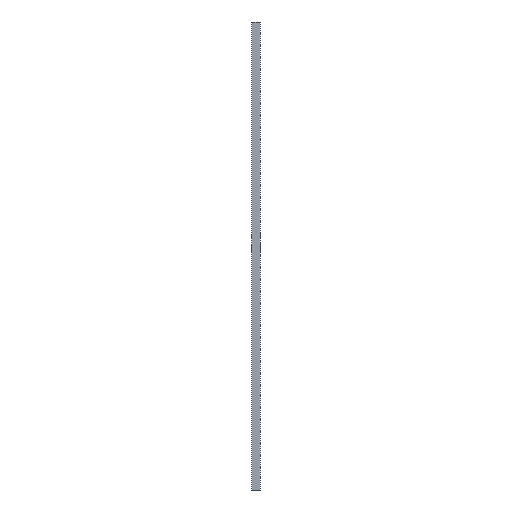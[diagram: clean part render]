
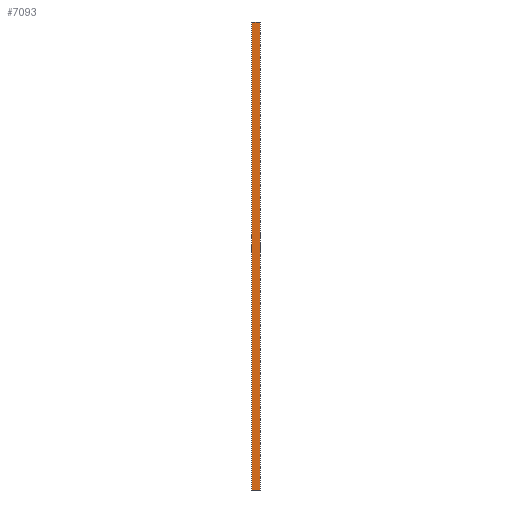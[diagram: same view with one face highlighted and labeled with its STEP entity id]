
A CAD part, left-side view. The second image highlights one B-rep face of the part: STEP entity #7093.
In plain terms, the highlighted planar face has unit normal (-1, 0, 0).
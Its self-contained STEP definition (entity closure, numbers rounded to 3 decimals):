
#64 = EDGE_CURVE ( 'NONE', #9487, #13532, #5306, .T. ) ;
#710 = CARTESIAN_POINT ( 'NONE',  ( 0., 0., -3000. ) ) ;
#860 = CARTESIAN_POINT ( 'NONE',  ( 0., 109., 3000. ) ) ;
#1172 = ORIENTED_EDGE ( 'NONE', *, *, #7516, .T. ) ;
#1505 = VERTEX_POINT ( 'NONE', #710 ) ;
#1997 = VECTOR ( 'NONE', #6740, 1000. ) ;
#2259 = DIRECTION ( 'NONE',  ( 0., 0., -1. ) ) ;
#3006 = CARTESIAN_POINT ( 'NONE',  ( 0., 109., 3000. ) ) ;
#3393 = LINE ( 'NONE', #8882, #7268 ) ;
#3421 = DIRECTION ( 'NONE',  ( 0., -1., 0. ) ) ;
#5306 = LINE ( 'NONE', #9112, #1997 ) ;
#5645 = ORIENTED_EDGE ( 'NONE', *, *, #64, .F. ) ;
#6410 = DIRECTION ( 'NONE',  ( 1., 0., 0. ) ) ;
#6740 = DIRECTION ( 'NONE',  ( 0., -1., 0. ) ) ;
#6871 = VERTEX_POINT ( 'NONE', #10675 ) ;
#6958 = LINE ( 'NONE', #860, #15075 ) ;
#7093 = ADVANCED_FACE ( 'NONE', ( #11952 ), #11108, .F. ) ;
#7268 = VECTOR ( 'NONE', #8835, 1000. ) ;
#7318 = LINE ( 'NONE', #9402, #15211 ) ;
#7516 = EDGE_CURVE ( 'NONE', #6871, #1505, #7318, .T. ) ;
#7713 = ORIENTED_EDGE ( 'NONE', *, *, #10605, .T. ) ;
#7866 = ORIENTED_EDGE ( 'NONE', *, *, #15883, .F. ) ;
#8181 = EDGE_LOOP ( 'NONE', ( #1172, #7866, #5645, #7713 ) ) ;
#8835 = DIRECTION ( 'NONE',  ( 0., 0., -1. ) ) ;
#8880 = DIRECTION ( 'NONE',  ( 0., 0., -1. ) ) ;
#8882 = CARTESIAN_POINT ( 'NONE',  ( 0., 0., 3000. ) ) ;
#9112 = CARTESIAN_POINT ( 'NONE',  ( 0., 109., 3000. ) ) ;
#9402 = CARTESIAN_POINT ( 'NONE',  ( 0., 109., -3000. ) ) ;
#9487 = VERTEX_POINT ( 'NONE', #3006 ) ;
#10081 = CARTESIAN_POINT ( 'NONE',  ( 0., 109., 3000. ) ) ;
#10605 = EDGE_CURVE ( 'NONE', #9487, #6871, #6958, .T. ) ;
#10675 = CARTESIAN_POINT ( 'NONE',  ( 0., 109., -3000. ) ) ;
#11108 = PLANE ( 'NONE',  #11369 ) ;
#11369 = AXIS2_PLACEMENT_3D ( 'NONE', #10081, #6410, #8880 ) ;
#11394 = CARTESIAN_POINT ( 'NONE',  ( 0., 0., 3000. ) ) ;
#11952 = FACE_OUTER_BOUND ( 'NONE', #8181, .T. ) ;
#13532 = VERTEX_POINT ( 'NONE', #11394 ) ;
#15075 = VECTOR ( 'NONE', #2259, 1000. ) ;
#15211 = VECTOR ( 'NONE', #3421, 1000. ) ;
#15883 = EDGE_CURVE ( 'NONE', #13532, #1505, #3393, .T. ) ;
